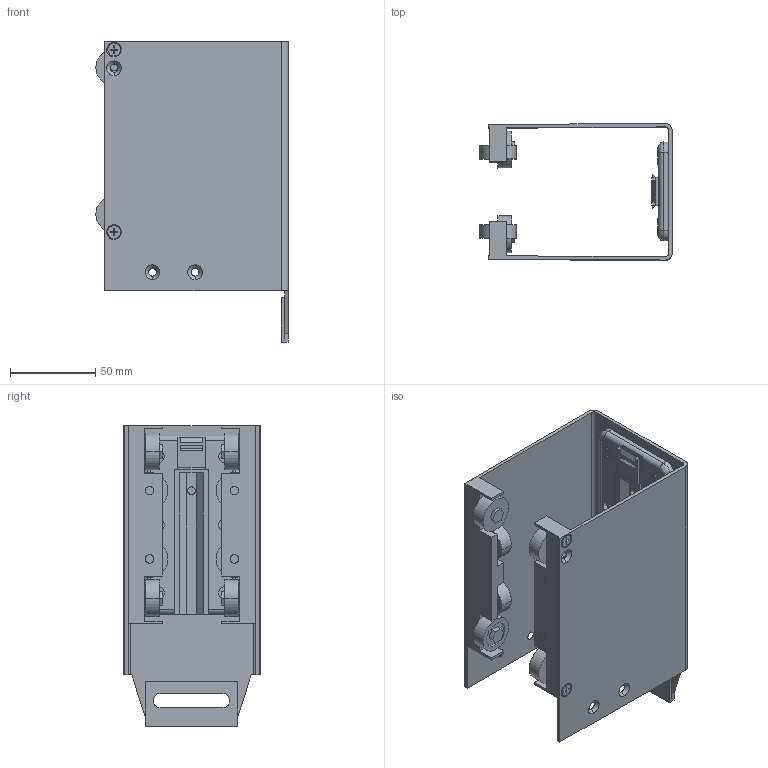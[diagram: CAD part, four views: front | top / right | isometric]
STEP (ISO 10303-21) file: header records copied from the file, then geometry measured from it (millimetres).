
FILE_DESCRIPTION((''),'2;1');
FILE_NAME('DM_CAD-1937','2014-02-03T',('creinig-se'),(''),'PRO/ENGINEER BY PARAMETRIC TECHNOLOGY CORPORATION, 2013050','PRO/ENGINEER BY PARAMETRIC TECHNOLOGY CORPORATION, 2013050','');
FILE_SCHEMA(('CONFIG_CONTROL_DESIGN'));
Length unit declared in the file: millimetre
Products named in the file (1): DM_CAD-1937
Bounding box: 112.7 x 80 x 176 mm (x, y, z)
Volume: 173386.5 mm3; surface area: 117829.3 mm2
Topology: 1 solids, 1 shells, 724 faces, 1613 edges, 976 vertices
Faces by surface type: plane 453, cylinder 195, cone 48, bspline 24, sphere 4
Entity records: 27795 total; most frequent: CARTESIAN_POINT 7222, DIRECTION 3369, ORIENTED_EDGE 3218, EDGE_CURVE 1609, AXIS2_PLACEMENT_3D 1124, VECTOR 1121, LINE 1121, VERTEX_POINT 976
